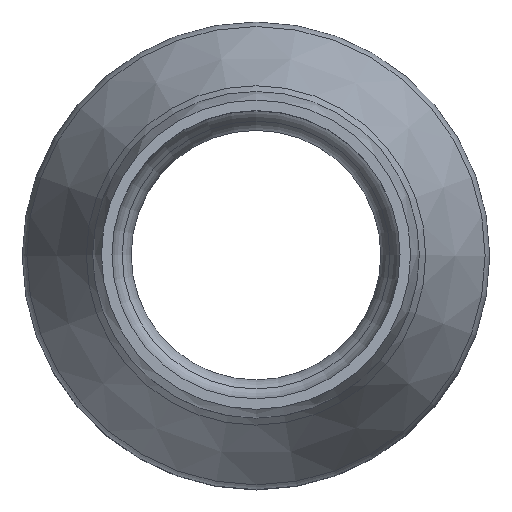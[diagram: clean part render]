
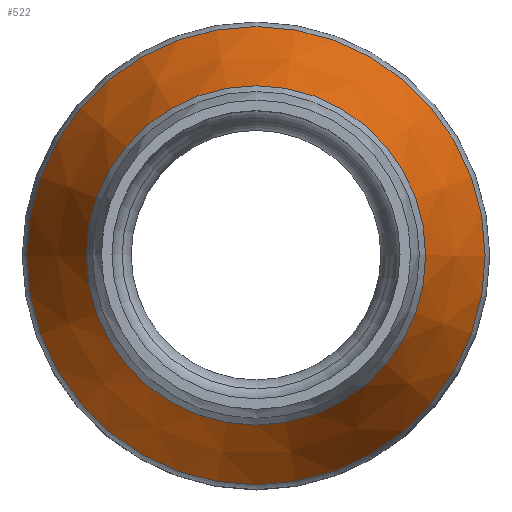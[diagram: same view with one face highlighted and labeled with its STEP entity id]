
A CAD part, top view. The second image highlights one B-rep face of the part: STEP entity #522.
In plain terms, the highlighted conical face has half-angle 21.801 degrees and reference radius 311.424 mm.
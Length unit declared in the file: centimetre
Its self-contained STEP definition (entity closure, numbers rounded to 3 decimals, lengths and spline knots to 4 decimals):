
#32=CONICAL_SURFACE('',#570,31.1424,0.381);
#44=LINE('',#892,#60);
#60=VECTOR('',#690,31.1424);
#84=FACE_OUTER_BOUND('',#117,.T.);
#117=EDGE_LOOP('',(#368,#369,#370,#371,#372));
#158=CIRCLE('',#567,35.7848);
#159=CIRCLE('',#568,35.7848);
#161=CIRCLE('',#571,26.5);
#222=VERTEX_POINT('',#884);
#223=VERTEX_POINT('',#885);
#224=VERTEX_POINT('',#890);
#276=EDGE_CURVE('',#222,#223,#158,.T.);
#277=EDGE_CURVE('',#223,#222,#159,.T.);
#279=EDGE_CURVE('',#224,#224,#161,.T.);
#280=EDGE_CURVE('',#224,#222,#44,.T.);
#368=ORIENTED_EDGE('',*,*,#279,.F.);
#369=ORIENTED_EDGE('',*,*,#280,.T.);
#370=ORIENTED_EDGE('',*,*,#276,.T.);
#371=ORIENTED_EDGE('',*,*,#277,.T.);
#372=ORIENTED_EDGE('',*,*,#280,.F.);
#522=ADVANCED_FACE('',(#84),#32,.T.);
#567=AXIS2_PLACEMENT_3D('',#886,#680,#681);
#568=AXIS2_PLACEMENT_3D('',#887,#682,#683);
#570=AXIS2_PLACEMENT_3D('',#889,#686,#687);
#571=AXIS2_PLACEMENT_3D('',#891,#688,#689);
#680=DIRECTION('center_axis',(0.,0.,1.));
#681=DIRECTION('ref_axis',(1.,0.,0.));
#682=DIRECTION('center_axis',(0.,0.,1.));
#683=DIRECTION('ref_axis',(1.,0.,0.));
#686=DIRECTION('center_axis',(0.,0.,-1.));
#687=DIRECTION('ref_axis',(1.,0.,0.));
#688=DIRECTION('center_axis',(0.,0.,1.));
#689=DIRECTION('ref_axis',(1.,0.,0.));
#690=DIRECTION('',(-0.371,0.,-0.928));
#884=CARTESIAN_POINT('',(-35.7848,0.,61.7881));
#885=CARTESIAN_POINT('',(0.,35.7848,61.7881));
#886=CARTESIAN_POINT('Origin',(0.,0.,61.7881));
#887=CARTESIAN_POINT('Origin',(0.,0.,61.7881));
#889=CARTESIAN_POINT('Origin',(0.,0.,73.394));
#890=CARTESIAN_POINT('',(-26.5,0.,85.));
#891=CARTESIAN_POINT('Origin',(0.,0.,85.));
#892=CARTESIAN_POINT('',(-31.1424,0.,73.394));
